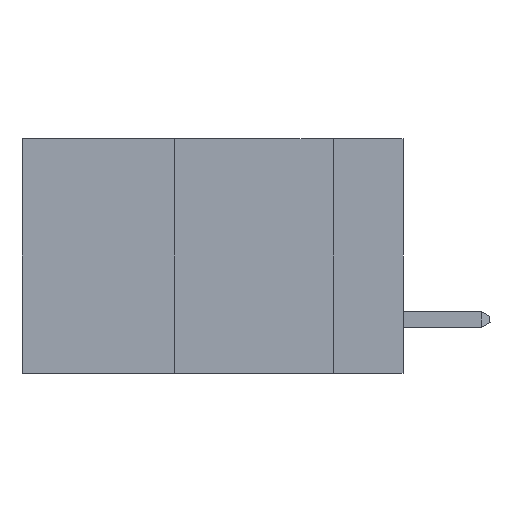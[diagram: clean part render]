
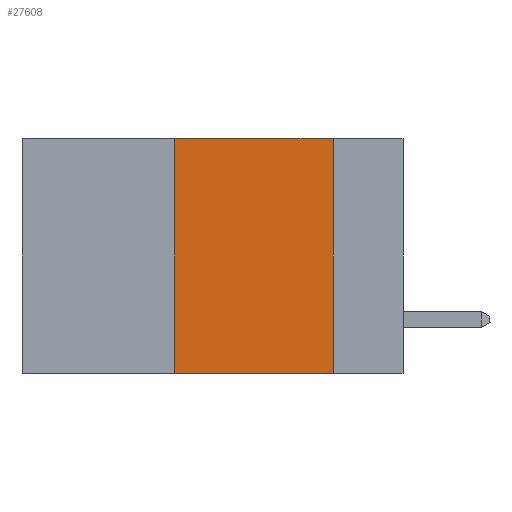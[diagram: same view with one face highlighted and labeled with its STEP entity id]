
A CAD part, left-side view. The second image highlights one B-rep face of the part: STEP entity #27608.
In plain terms, the highlighted planar face has unit normal (-1, 0, 0).
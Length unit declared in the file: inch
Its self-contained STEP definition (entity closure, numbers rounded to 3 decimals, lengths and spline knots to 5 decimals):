
#109 = ORIENTED_EDGE ( 'NONE', *, *, #2853, .F. ) ;
#1534 = VECTOR ( 'NONE', #26185, 39.37008 ) ;
#2853 = EDGE_CURVE ( 'NONE', #8371, #10794, #27897, .T. ) ;
#3357 = VERTEX_POINT ( 'NONE', #15320 ) ;
#4419 = VECTOR ( 'NONE', #13961, 39.37008 ) ;
#5590 = DIRECTION ( 'NONE',  ( 0., 0., -1. ) ) ;
#6800 = FACE_OUTER_BOUND ( 'NONE', #28990, .T. ) ;
#8371 = VERTEX_POINT ( 'NONE', #11930 ) ;
#10794 = VERTEX_POINT ( 'NONE', #26209 ) ;
#10965 = CARTESIAN_POINT ( 'NONE',  ( 0., 0.11, 0. ) ) ;
#11930 = CARTESIAN_POINT ( 'NONE',  ( 0., 0.36, 0. ) ) ;
#12288 = CARTESIAN_POINT ( 'NONE',  ( 0., 0.36, 0. ) ) ;
#12936 = ORIENTED_EDGE ( 'NONE', *, *, #33161, .F. ) ;
#13129 = VECTOR ( 'NONE', #36159, 39.37008 ) ;
#13961 = DIRECTION ( 'NONE',  ( 0., 0., -1. ) ) ;
#15320 = CARTESIAN_POINT ( 'NONE',  ( 0., 0.11, -0.37 ) ) ;
#15848 = VERTEX_POINT ( 'NONE', #18325 ) ;
#16536 = LINE ( 'NONE', #12288, #13129 ) ;
#18325 = CARTESIAN_POINT ( 'NONE',  ( 0., 0.36, -0.37 ) ) ;
#21969 = EDGE_CURVE ( 'NONE', #15848, #3357, #22744, .T. ) ;
#22744 = LINE ( 'NONE', #22935, #38414 ) ;
#22935 = CARTESIAN_POINT ( 'NONE',  ( 0., 0.6, -0.37 ) ) ;
#24257 = DIRECTION ( 'NONE',  ( 1., 0., 0. ) ) ;
#24701 = AXIS2_PLACEMENT_3D ( 'NONE', #36703, #24257, #5590 ) ;
#25485 = CARTESIAN_POINT ( 'NONE',  ( 0., 0.6, 0. ) ) ;
#26185 = DIRECTION ( 'NONE',  ( 0., -1., 0. ) ) ;
#26209 = CARTESIAN_POINT ( 'NONE',  ( 0., 0.11, 0. ) ) ;
#26313 = PLANE ( 'NONE',  #24701 ) ;
#27608 = ADVANCED_FACE ( 'NONE', ( #6800 ), #26313, .F. ) ;
#27897 = LINE ( 'NONE', #25485, #1534 ) ;
#28990 = EDGE_LOOP ( 'NONE', ( #38899, #109, #12936, #29677 ) ) ;
#29677 = ORIENTED_EDGE ( 'NONE', *, *, #21969, .T. ) ;
#32373 = DIRECTION ( 'NONE',  ( 0., -1., 0. ) ) ;
#32584 = EDGE_CURVE ( 'NONE', #10794, #3357, #36667, .T. ) ;
#33161 = EDGE_CURVE ( 'NONE', #15848, #8371, #16536, .T. ) ;
#36159 = DIRECTION ( 'NONE',  ( 0., 0., 1. ) ) ;
#36667 = LINE ( 'NONE', #10965, #4419 ) ;
#36703 = CARTESIAN_POINT ( 'NONE',  ( 0., 0.6, 0. ) ) ;
#38414 = VECTOR ( 'NONE', #32373, 39.37008 ) ;
#38899 = ORIENTED_EDGE ( 'NONE', *, *, #32584, .F. ) ;
